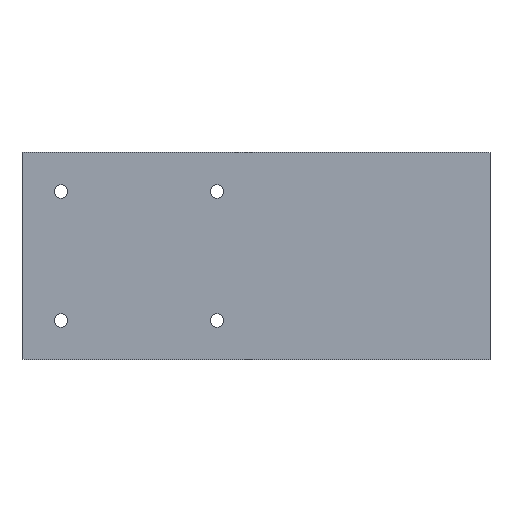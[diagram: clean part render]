
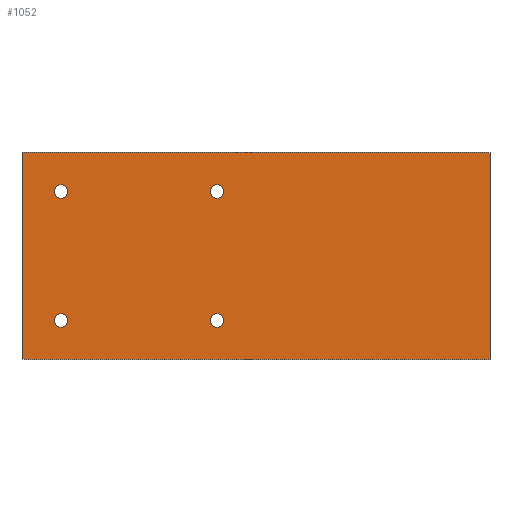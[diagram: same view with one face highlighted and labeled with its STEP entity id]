
A CAD part, front view. The second image highlights one B-rep face of the part: STEP entity #1052.
In plain terms, the highlighted planar face has unit normal (0, -1, 0).
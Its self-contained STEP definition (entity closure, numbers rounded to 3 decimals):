
#4 = ORIENTED_EDGE ( 'NONE', *, *, #962, .T. ) ;
#16 = DIRECTION ( 'NONE',  ( 0., 1., 0. ) ) ;
#61 = VERTEX_POINT ( 'NONE', #820 ) ;
#70 = DIRECTION ( 'NONE',  ( 1., 0., 0. ) ) ;
#76 = AXIS2_PLACEMENT_3D ( 'NONE', #363, #1424, #1085 ) ;
#141 = FACE_BOUND ( 'NONE', #1133, .T. ) ;
#168 = DIRECTION ( 'NONE',  ( 0., 1., 0. ) ) ;
#200 = CARTESIAN_POINT ( 'NONE',  ( -104., -5., -46.56 ) ) ;
#202 = CARTESIAN_POINT ( 'NONE',  ( -104., -5., -5.798 ) ) ;
#233 = EDGE_CURVE ( 'NONE', #1146, #406, #711, .T. ) ;
#261 = DIRECTION ( 'NONE',  ( 0., 0., 1. ) ) ;
#287 = VERTEX_POINT ( 'NONE', #934 ) ;
#299 = EDGE_LOOP ( 'NONE', ( #452, #2186 ) ) ;
#308 = DIRECTION ( 'NONE',  ( 0., 0., 1. ) ) ;
#331 = EDGE_CURVE ( 'NONE', #1157, #1616, #1006, .T. ) ;
#333 = VECTOR ( 'NONE', #70, 1000. ) ;
#363 = CARTESIAN_POINT ( 'NONE',  ( -52., -5., -46.56 ) ) ;
#367 = FACE_BOUND ( 'NONE', #299, .T. ) ;
#376 = EDGE_CURVE ( 'NONE', #492, #515, #1156, .T. ) ;
#382 = ORIENTED_EDGE ( 'NONE', *, *, #899, .F. ) ;
#387 = AXIS2_PLACEMENT_3D ( 'NONE', #200, #168, #695 ) ;
#395 = EDGE_LOOP ( 'NONE', ( #994, #873 ) ) ;
#406 = VERTEX_POINT ( 'NONE', #1702 ) ;
#408 = VERTEX_POINT ( 'NONE', #2190 ) ;
#413 = DIRECTION ( 'NONE',  ( 0., 0., 1. ) ) ;
#431 = EDGE_CURVE ( 'NONE', #1616, #1157, #1646, .T. ) ;
#439 = VERTEX_POINT ( 'NONE', #792 ) ;
#443 = CARTESIAN_POINT ( 'NONE',  ( -104., -5., -3.56 ) ) ;
#452 = ORIENTED_EDGE ( 'NONE', *, *, #331, .T. ) ;
#470 = CARTESIAN_POINT ( 'NONE',  ( 39., -5., -59.56 ) ) ;
#492 = VERTEX_POINT ( 'NONE', #1576 ) ;
#499 = CARTESIAN_POINT ( 'NONE',  ( 0., -5., 0. ) ) ;
#515 = VERTEX_POINT ( 'NONE', #470 ) ;
#538 = VECTOR ( 'NONE', #1557, 1000. ) ;
#599 = ORIENTED_EDGE ( 'NONE', *, *, #376, .T. ) ;
#630 = DIRECTION ( 'NONE',  ( 0., 1., 0. ) ) ;
#657 = CARTESIAN_POINT ( 'NONE',  ( 39., -5., 9.44 ) ) ;
#663 = VERTEX_POINT ( 'NONE', #202 ) ;
#674 = AXIS2_PLACEMENT_3D ( 'NONE', #1710, #998, #261 ) ;
#681 = ORIENTED_EDGE ( 'NONE', *, *, #1526, .T. ) ;
#685 = ORIENTED_EDGE ( 'NONE', *, *, #233, .T. ) ;
#695 = DIRECTION ( 'NONE',  ( 0., 0., 1. ) ) ;
#699 = DIRECTION ( 'NONE',  ( 0., 0., -1. ) ) ;
#711 = CIRCLE ( 'NONE', #76, 2.238 ) ;
#714 = VECTOR ( 'NONE', #1019, 1000. ) ;
#716 = VECTOR ( 'NONE', #308, 1000. ) ;
#717 = ORIENTED_EDGE ( 'NONE', *, *, #2178, .T. ) ;
#749 = EDGE_CURVE ( 'NONE', #287, #408, #1196, .T. ) ;
#781 = CARTESIAN_POINT ( 'NONE',  ( -52., -5., -1.322 ) ) ;
#792 = CARTESIAN_POINT ( 'NONE',  ( 39., -5., 9.44 ) ) ;
#806 = EDGE_LOOP ( 'NONE', ( #681, #717, #382, #599 ) ) ;
#811 = LINE ( 'NONE', #1708, #714 ) ;
#820 = CARTESIAN_POINT ( 'NONE',  ( -104., -5., -1.322 ) ) ;
#849 = EDGE_CURVE ( 'NONE', #61, #663, #1714, .T. ) ;
#873 = ORIENTED_EDGE ( 'NONE', *, *, #1908, .T. ) ;
#899 = EDGE_CURVE ( 'NONE', #492, #2286, #811, .T. ) ;
#934 = CARTESIAN_POINT ( 'NONE',  ( -104., -5., -44.322 ) ) ;
#962 = EDGE_CURVE ( 'NONE', #663, #61, #1790, .T. ) ;
#980 = CARTESIAN_POINT ( 'NONE',  ( -52., -5., -3.56 ) ) ;
#989 = DIRECTION ( 'NONE',  ( 0., 0., 1. ) ) ;
#994 = ORIENTED_EDGE ( 'NONE', *, *, #749, .T. ) ;
#995 = CARTESIAN_POINT ( 'NONE',  ( -117., -5., 9.44 ) ) ;
#998 = DIRECTION ( 'NONE',  ( 0., 1., 0. ) ) ;
#1006 = CIRCLE ( 'NONE', #1304, 2.238 ) ;
#1011 = AXIS2_PLACEMENT_3D ( 'NONE', #1570, #16, #1056 ) ;
#1019 = DIRECTION ( 'NONE',  ( 0., 0., 1. ) ) ;
#1052 = ADVANCED_FACE ( 'NONE', ( #1603, #2146, #141, #367, #1088 ), #1394, .T. ) ;
#1056 = DIRECTION ( 'NONE',  ( 0., 0., -1. ) ) ;
#1058 = EDGE_LOOP ( 'NONE', ( #4, #1791 ) ) ;
#1085 = DIRECTION ( 'NONE',  ( 0., 0., -1. ) ) ;
#1088 = FACE_OUTER_BOUND ( 'NONE', #806, .T. ) ;
#1105 = CIRCLE ( 'NONE', #387, 2.238 ) ;
#1117 = AXIS2_PLACEMENT_3D ( 'NONE', #443, #2240, #1370 ) ;
#1133 = EDGE_LOOP ( 'NONE', ( #685, #2130 ) ) ;
#1146 = VERTEX_POINT ( 'NONE', #2205 ) ;
#1156 = LINE ( 'NONE', #1659, #333 ) ;
#1157 = VERTEX_POINT ( 'NONE', #781 ) ;
#1187 = CARTESIAN_POINT ( 'NONE',  ( 39., -5., -59.56 ) ) ;
#1196 = CIRCLE ( 'NONE', #674, 2.238 ) ;
#1304 = AXIS2_PLACEMENT_3D ( 'NONE', #1887, #630, #989 ) ;
#1370 = DIRECTION ( 'NONE',  ( 0., 0., -1. ) ) ;
#1394 = PLANE ( 'NONE',  #1533 ) ;
#1412 = DIRECTION ( 'NONE',  ( 0., 1., 0. ) ) ;
#1424 = DIRECTION ( 'NONE',  ( 0., 1., 0. ) ) ;
#1526 = EDGE_CURVE ( 'NONE', #515, #439, #1711, .T. ) ;
#1533 = AXIS2_PLACEMENT_3D ( 'NONE', #499, #1931, #2284 ) ;
#1539 = CARTESIAN_POINT ( 'NONE',  ( -52., -5., -5.798 ) ) ;
#1557 = DIRECTION ( 'NONE',  ( -1., 0., 0. ) ) ;
#1570 = CARTESIAN_POINT ( 'NONE',  ( -104., -5., -3.56 ) ) ;
#1571 = AXIS2_PLACEMENT_3D ( 'NONE', #980, #2020, #413 ) ;
#1576 = CARTESIAN_POINT ( 'NONE',  ( -117., -5., -59.56 ) ) ;
#1586 = CARTESIAN_POINT ( 'NONE',  ( -52., -5., -46.56 ) ) ;
#1603 = FACE_BOUND ( 'NONE', #1058, .T. ) ;
#1616 = VERTEX_POINT ( 'NONE', #1539 ) ;
#1646 = CIRCLE ( 'NONE', #1571, 2.238 ) ;
#1659 = CARTESIAN_POINT ( 'NONE',  ( 39., -5., -59.56 ) ) ;
#1677 = EDGE_CURVE ( 'NONE', #406, #1146, #1808, .T. ) ;
#1696 = LINE ( 'NONE', #657, #538 ) ;
#1702 = CARTESIAN_POINT ( 'NONE',  ( -52., -5., -44.322 ) ) ;
#1708 = CARTESIAN_POINT ( 'NONE',  ( -117., -5., -59.56 ) ) ;
#1710 = CARTESIAN_POINT ( 'NONE',  ( -104., -5., -46.56 ) ) ;
#1711 = LINE ( 'NONE', #1187, #716 ) ;
#1714 = CIRCLE ( 'NONE', #1117, 2.238 ) ;
#1790 = CIRCLE ( 'NONE', #1011, 2.238 ) ;
#1791 = ORIENTED_EDGE ( 'NONE', *, *, #849, .T. ) ;
#1808 = CIRCLE ( 'NONE', #2109, 2.238 ) ;
#1887 = CARTESIAN_POINT ( 'NONE',  ( -52., -5., -3.56 ) ) ;
#1908 = EDGE_CURVE ( 'NONE', #408, #287, #1105, .T. ) ;
#1931 = DIRECTION ( 'NONE',  ( 0., -1., 0. ) ) ;
#2020 = DIRECTION ( 'NONE',  ( 0., 1., 0. ) ) ;
#2109 = AXIS2_PLACEMENT_3D ( 'NONE', #1586, #1412, #699 ) ;
#2130 = ORIENTED_EDGE ( 'NONE', *, *, #1677, .T. ) ;
#2146 = FACE_BOUND ( 'NONE', #395, .T. ) ;
#2178 = EDGE_CURVE ( 'NONE', #439, #2286, #1696, .T. ) ;
#2186 = ORIENTED_EDGE ( 'NONE', *, *, #431, .T. ) ;
#2190 = CARTESIAN_POINT ( 'NONE',  ( -104., -5., -48.798 ) ) ;
#2205 = CARTESIAN_POINT ( 'NONE',  ( -52., -5., -48.798 ) ) ;
#2240 = DIRECTION ( 'NONE',  ( 0., 1., 0. ) ) ;
#2284 = DIRECTION ( 'NONE',  ( 0., 0., -1. ) ) ;
#2286 = VERTEX_POINT ( 'NONE', #995 ) ;
